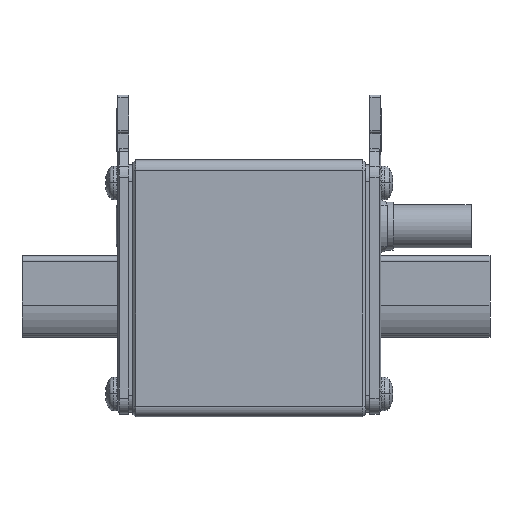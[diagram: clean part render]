
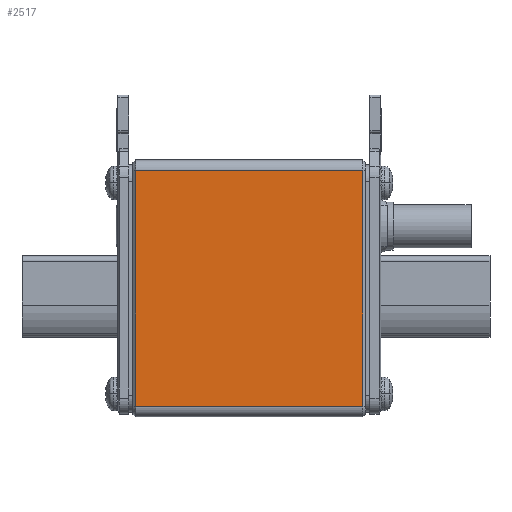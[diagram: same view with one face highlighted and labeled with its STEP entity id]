
A CAD part, left-side view. The second image highlights one B-rep face of the part: STEP entity #2517.
In plain terms, the highlighted face is planar.
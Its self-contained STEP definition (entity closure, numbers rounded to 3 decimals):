
#615=DIRECTION('',(1.,0.,0.));
#616=VECTOR('',#615,42.);
#617=CARTESIAN_POINT('',(-21.,14.25,21.75));
#618=LINE('',#617,#616);
#622=DIRECTION('',(0.,0.,1.));
#623=VECTOR('',#622,43.5);
#624=CARTESIAN_POINT('',(21.,14.25,-21.75));
#625=LINE('',#624,#623);
#629=DIRECTION('',(0.,0.,-1.));
#630=VECTOR('',#629,43.5);
#631=CARTESIAN_POINT('',(-21.,14.25,21.75));
#632=LINE('',#631,#630);
#636=DIRECTION('',(1.,0.,0.));
#637=VECTOR('',#636,42.);
#638=CARTESIAN_POINT('',(-21.,14.25,-21.75));
#639=LINE('',#638,#637);
#1848=CARTESIAN_POINT('',(-21.,14.25,21.75));
#1849=VERTEX_POINT('',#1848);
#1852=CARTESIAN_POINT('',(-21.,14.25,-21.75));
#1853=VERTEX_POINT('',#1852);
#1875=CARTESIAN_POINT('',(21.,14.25,-21.75));
#1877=VERTEX_POINT('',#1875);
#1880=CARTESIAN_POINT('',(21.,14.25,21.75));
#1881=VERTEX_POINT('',#1880);
#2505=CARTESIAN_POINT('',(-21.5,14.25,-21.75));
#2506=DIRECTION('',(0.,1.,0.));
#2507=DIRECTION('',(0.,0.,1.));
#2508=AXIS2_PLACEMENT_3D('',#2505,#2506,#2507);
#2509=PLANE('',#2508);
#2510=ORIENTED_EDGE('',*,*,#2411,.T.);
#2511=ORIENTED_EDGE('',*,*,#2493,.F.);
#2512=ORIENTED_EDGE('',*,*,#2190,.T.);
#2514=ORIENTED_EDGE('',*,*,#2513,.T.);
#2515=EDGE_LOOP('',(#2510,#2511,#2512,#2514));
#2516=FACE_OUTER_BOUND('',#2515,.F.);
#2190=EDGE_CURVE('',#1849,#1853,#632,.T.);
#2411=EDGE_CURVE('',#1877,#1881,#625,.T.);
#2493=EDGE_CURVE('',#1849,#1881,#618,.T.);
#2513=EDGE_CURVE('',#1853,#1877,#639,.T.);
#2517=ADVANCED_FACE('',(#2516),#2509,.T.);
